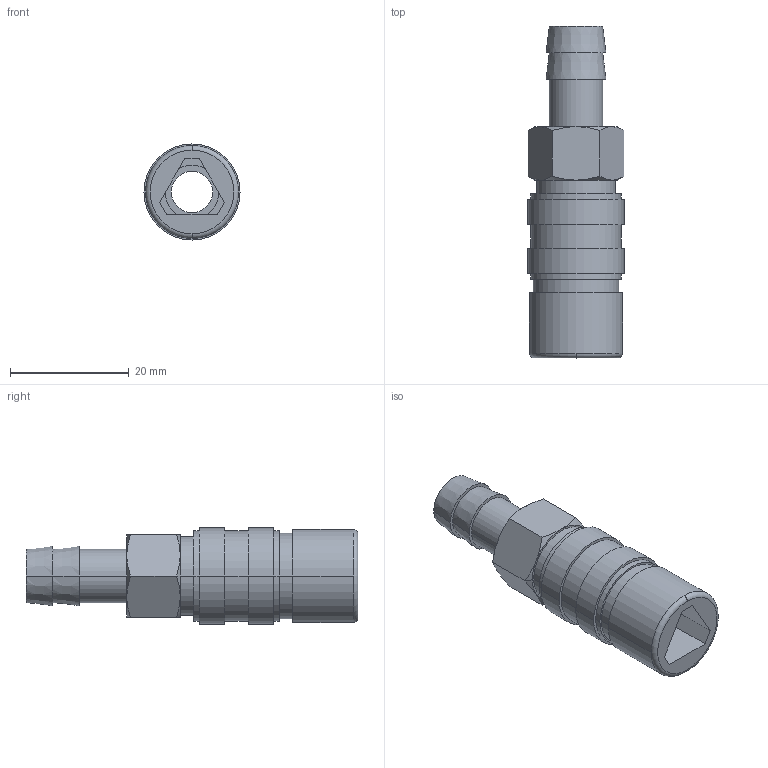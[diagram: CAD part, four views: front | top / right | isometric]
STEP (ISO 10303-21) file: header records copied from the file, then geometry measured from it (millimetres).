
FILE_DESCRIPTION(('STEP AP214'),'1');
FILE_NAME('esmk_9_tabbr.stp','2020-03-05T09:18:30',('TraceParts'),('TraceParts S.A.'),'Spatial InterOp 3D',' ',' ');
FILE_SCHEMA(('automotive_design'));
Length unit declared in the file: millimetre
Products named in the file (1): 1
Bounding box: 16.2 x 56 x 16.2 mm (x, y, z)
Volume: 5282 mm3; surface area: 4472 mm2
Topology: 1 solids, 1 shells, 74 faces, 159 edges, 101 vertices
Faces by surface type: plane 28, cylinder 24, cone 20, torus 2
Entity records: 2658 total; most frequent: CARTESIAN_POINT 431, DIRECTION 364, ORIENTED_EDGE 318, EDGE_CURVE 159, AXIS2_PLACEMENT_3D 154, VERTEX_POINT 101, EDGE_LOOP 90, CIRCLE 79
